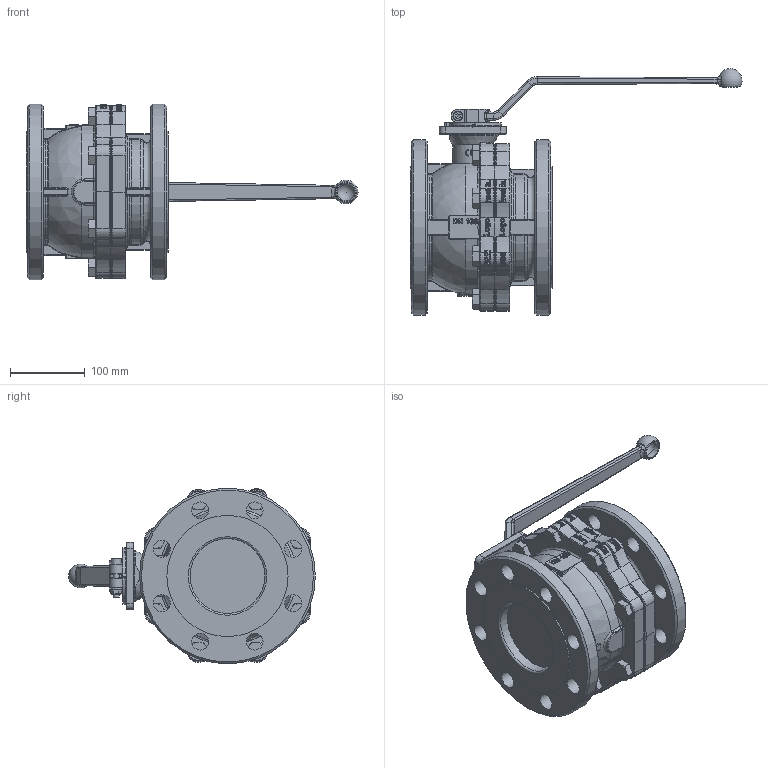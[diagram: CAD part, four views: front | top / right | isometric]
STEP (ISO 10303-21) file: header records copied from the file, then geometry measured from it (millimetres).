
FILE_DESCRIPTION(/* description */ (''),/* implementation_level */ '2;1');
FILE_NAME(/* name */ '71M_71MS_PN40_R27_100.stp',/* time_stamp */ '2021-06-16T10:45:20+02:00',/* author */ ('sga-ext'),/* organization */ (''),/* preprocessor_version */ 'ST-DEVELOPER v18.1',/* originating_system */ 'Autodesk Inventor 2021',/* authorisation */ '');
FILE_SCHEMA (('AUTOMOTIVE_DESIGN { 1 0 10303 214 3 1 1 }'));
Products named in the file (1): ENG-069072
Bounding box: 443.97 x 329.85 x 235 mm (x, y, z)
Volume: 5417438 mm3; surface area: 418414.1 mm2
Topology: 1 solids, 1 shells, 1561 faces, 4024 edges, 2520 vertices
Faces by surface type: plane 479, bspline 432, cylinder 346, torus 188, cone 102, sphere 14
Full cylindrical faces by diameter (mm): 5 x2, 6 x1, 8 x2, 8.5 x2, 11 x4, 13 x1, 13.835 x8, 14.917 x8, 16 x8, 17.5 x8, 22 x8, 22.5 x16, 24 x1, 30 x1, 30.3 x1, 48.38 x1, 100 x2, 162 x2, 235 x2
Entity records: 107244 total; most frequent: CARTESIAN_POINT 70541, ORIENTED_EDGE 8026, DIRECTION 6220, EDGE_CURVE 4013, VERTEX_POINT 2520, AXIS2_PLACEMENT_3D 2385, EDGE_LOOP 1719, FACE_OUTER_BOUND 1561
